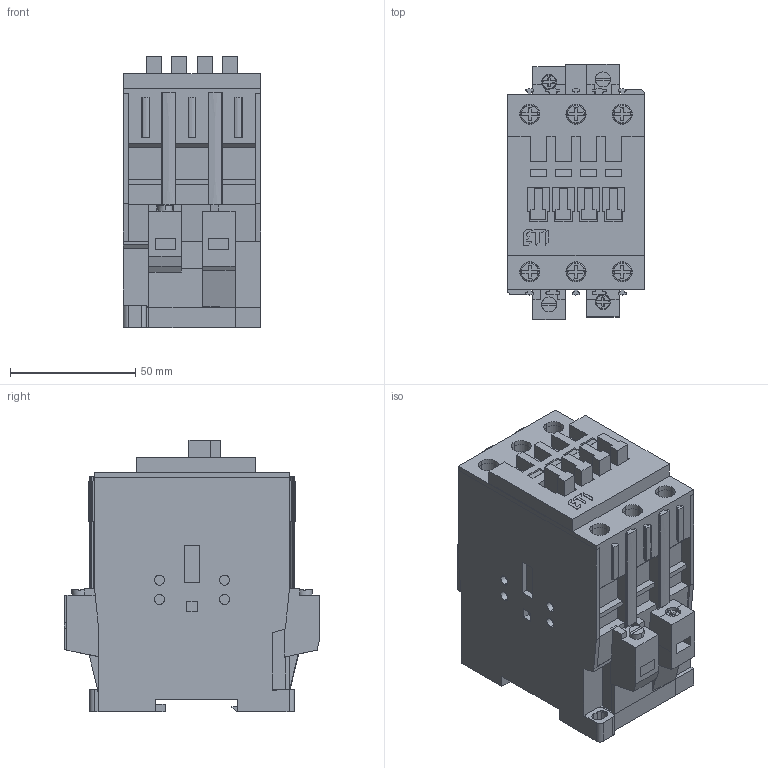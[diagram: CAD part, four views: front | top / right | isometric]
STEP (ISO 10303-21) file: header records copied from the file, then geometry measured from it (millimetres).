
FILE_DESCRIPTION((''),'2;1');
FILE_NAME('8CES_25_00_ASM','2021-06-08T',('marketing.praksa'),('Audax d.o.o.'),'CREO PARAMETRIC BY PTC INC, 2017480','CREO PARAMETRIC BY PTC INC, 2017480','');
FILE_SCHEMA(('AUTOMOTIVE_DESIGN { 1 0 10303 214 1 1 1 1 }'));
Length unit declared in the file: millimetre
Products named in the file (8): PRT9570; MINISCR; PRT9572; DGSDG; N-BLACK; JJJ; JKJJJJJJ; 8CES_25_00_ASM
Assembly tree (13 placements, depth 2):
  8CES_25_00_ASM
    PRT9570
    MINISCR
    PRT9572
    DGSDG
    N-BLACK
    JJJ  x6
    JKJJJJJJ  x2
Bounding box: 55 x 102 x 108.7 mm (x, y, z)
Volume: 409693.2 mm3; surface area: 69458.7 mm2
Topology: 19 solids, 19 shells, 1033 faces, 2729 edges, 1786 vertices
Faces by surface type: plane 775, cylinder 196, extrusion 30, torus 16, cone 16
Entity records: 42303 total; most frequent: CARTESIAN_POINT 5580, ORIENTED_EDGE 4786, DIRECTION 4420, PRESENTATION_STYLE_ASSIGNMENT 3325, STYLED_ITEM 3325, CURVE_STYLE 2423, EDGE_CURVE 2393, VECTOR 1996
